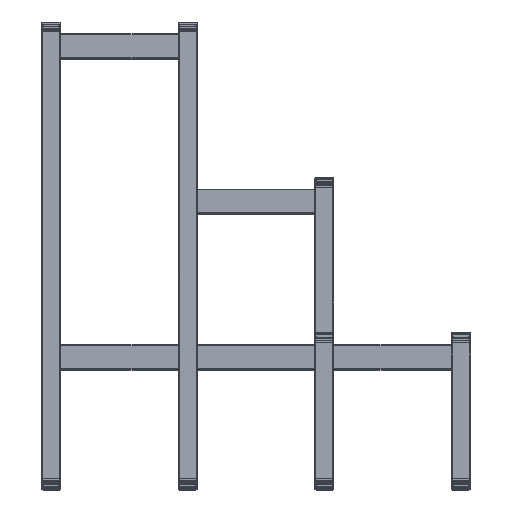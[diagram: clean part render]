
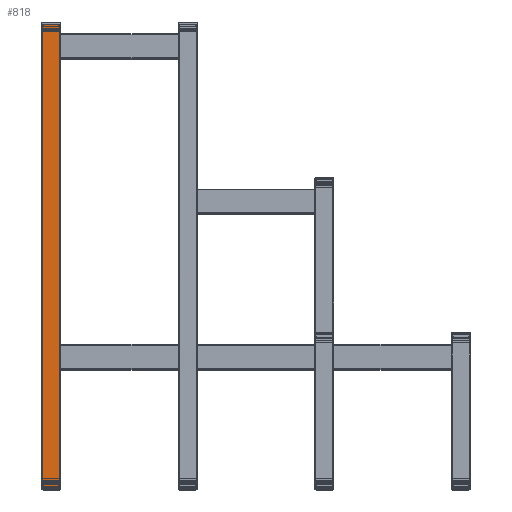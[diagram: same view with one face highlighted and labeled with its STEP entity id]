
A CAD part, top view. The second image highlights one B-rep face of the part: STEP entity #818.
In plain terms, the highlighted face is planar.
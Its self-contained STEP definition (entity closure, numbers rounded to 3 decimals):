
#160 = VECTOR ( 'NONE', #669, 1000. ) ;
#481 = CARTESIAN_POINT ( 'NONE',  ( 13.5, 15., 372. ) ) ;
#669 = DIRECTION ( 'NONE',  ( 0., 0., -1. ) ) ;
#818 = ADVANCED_FACE ( 'NONE', ( #2617 ), #4263, .F. ) ;
#833 = ORIENTED_EDGE ( 'NONE', *, *, #3146, .F. ) ;
#1100 = CARTESIAN_POINT ( 'NONE',  ( 13.5, 15., 372. ) ) ;
#1726 = DIRECTION ( 'NONE',  ( -1., 0., 0. ) ) ;
#1797 = DIRECTION ( 'NONE',  ( 0., 0., -1. ) ) ;
#1835 = CARTESIAN_POINT ( 'NONE',  ( -13.5, 15., -372. ) ) ;
#2165 = CARTESIAN_POINT ( 'NONE',  ( -13.5, 15., 372. ) ) ;
#2172 = CARTESIAN_POINT ( 'NONE',  ( -13.5, 15., -372. ) ) ;
#2270 = VECTOR ( 'NONE', #3623, 1000. ) ;
#2301 = CARTESIAN_POINT ( 'NONE',  ( -13.5, 15., 372. ) ) ;
#2481 = VERTEX_POINT ( 'NONE', #481 ) ;
#2487 = VERTEX_POINT ( 'NONE', #5262 ) ;
#2518 = VERTEX_POINT ( 'NONE', #3400 ) ;
#2617 = FACE_OUTER_BOUND ( 'NONE', #4990, .T. ) ;
#2840 = LINE ( 'NONE', #1100, #160 ) ;
#2845 = EDGE_CURVE ( 'NONE', #2518, #5355, #5237, .T. ) ;
#3042 = LINE ( 'NONE', #2165, #3953 ) ;
#3146 = EDGE_CURVE ( 'NONE', #2487, #5355, #3625, .T. ) ;
#3214 = AXIS2_PLACEMENT_3D ( 'NONE', #3248, #3273, #1797 ) ;
#3248 = CARTESIAN_POINT ( 'NONE',  ( -13.5, 15., 372. ) ) ;
#3273 = DIRECTION ( 'NONE',  ( 0., -1., 0. ) ) ;
#3400 = CARTESIAN_POINT ( 'NONE',  ( 13.5, 15., -372. ) ) ;
#3551 = VECTOR ( 'NONE', #6229, 1000. ) ;
#3623 = DIRECTION ( 'NONE',  ( -1., 0., 0. ) ) ;
#3625 = LINE ( 'NONE', #2301, #3551 ) ;
#3953 = VECTOR ( 'NONE', #1726, 1000. ) ;
#4263 = PLANE ( 'NONE',  #3214 ) ;
#4744 = ORIENTED_EDGE ( 'NONE', *, *, #2845, .T. ) ;
#4862 = EDGE_CURVE ( 'NONE', #2481, #2518, #2840, .T. ) ;
#4990 = EDGE_LOOP ( 'NONE', ( #4744, #833, #6027, #5727 ) ) ;
#5078 = EDGE_CURVE ( 'NONE', #2481, #2487, #3042, .T. ) ;
#5237 = LINE ( 'NONE', #2172, #2270 ) ;
#5262 = CARTESIAN_POINT ( 'NONE',  ( -13.5, 15., 372. ) ) ;
#5355 = VERTEX_POINT ( 'NONE', #1835 ) ;
#5727 = ORIENTED_EDGE ( 'NONE', *, *, #4862, .T. ) ;
#6027 = ORIENTED_EDGE ( 'NONE', *, *, #5078, .F. ) ;
#6229 = DIRECTION ( 'NONE',  ( 0., 0., -1. ) ) ;
